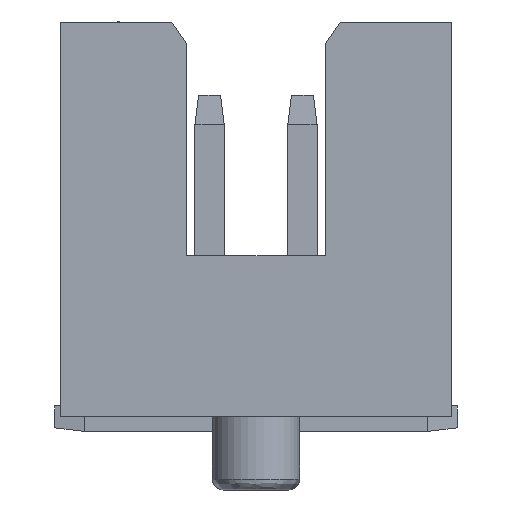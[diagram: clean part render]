
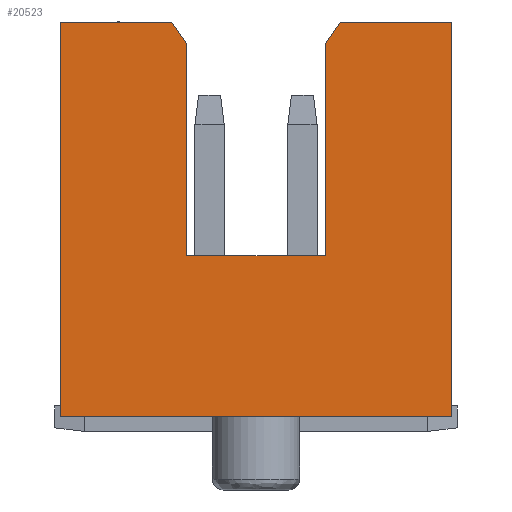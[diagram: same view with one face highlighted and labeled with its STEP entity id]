
A CAD part, left-side view. The second image highlights one B-rep face of the part: STEP entity #20523.
In plain terms, the highlighted planar face has unit normal (-1, 0, 0).
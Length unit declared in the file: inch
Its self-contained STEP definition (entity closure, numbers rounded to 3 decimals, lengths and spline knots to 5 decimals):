
#3152 = CARTESIAN_POINT ( 'NONE',  ( 7.0233, 2.4231, 0.21811 ) ) ;
#3157 = CARTESIAN_POINT ( 'NONE',  ( 7.0233, 2.36306, 0.21811 ) ) ;
#3177 = CARTESIAN_POINT ( 'NONE',  ( 7.0233, 2.43097, 0.09213 ) ) ;
#3178 = DIRECTION ( 'NONE',  ( 0., -0.555, -0.832 ) ) ;
#3179 = VECTOR ( 'NONE', #3178, 39.37008 ) ;
#3180 = CARTESIAN_POINT ( 'NONE',  ( 7.0233, 2.51365, 0.21811 ) ) ;
#3188 = LINE ( 'NONE', #3180, #3179 ) ;
#3204 = DIRECTION ( 'NONE',  ( 0., -1., 0. ) ) ;
#3205 = VECTOR ( 'NONE', #3204, 39.37008 ) ;
#3206 = CARTESIAN_POINT ( 'NONE',  ( 7.0233, 2.57369, 0.21811 ) ) ;
#3208 = LINE ( 'NONE', #3206, #3205 ) ;
#3229 = LINE ( 'NONE', #3282, #3281 ) ;
#3255 = DIRECTION ( 'NONE',  ( 0., -0.555, 0.832 ) ) ;
#3258 = CARTESIAN_POINT ( 'NONE',  ( 7.0233, 2.50578, 0.2063 ) ) ;
#3259 = CARTESIAN_POINT ( 'NONE',  ( 7.0233, 2.50578, 0.09213 ) ) ;
#3260 = DIRECTION ( 'NONE',  ( 0., 0., -1. ) ) ;
#3261 = VECTOR ( 'NONE', #3260, 39.37008 ) ;
#3262 = CARTESIAN_POINT ( 'NONE',  ( 7.0233, 2.50578, 0.11181 ) ) ;
#3263 = VECTOR ( 'NONE', #3255, 39.37008 ) ;
#3264 = LINE ( 'NONE', #3262, #3261 ) ;
#3270 = CARTESIAN_POINT ( 'NONE',  ( 7.0233, 2.43097, 0.2063 ) ) ;
#3272 = DIRECTION ( 'NONE',  ( 0., -1., 0. ) ) ;
#3273 = VECTOR ( 'NONE', #3272, 39.37008 ) ;
#3274 = CARTESIAN_POINT ( 'NONE',  ( 7.0233, 2.46837, 0.09213 ) ) ;
#3275 = LINE ( 'NONE', #3274, #3273 ) ;
#3276 = LINE ( 'NONE', #3270, #3263 ) ;
#3280 = DIRECTION ( 'NONE',  ( 0., 0., 1. ) ) ;
#3281 = VECTOR ( 'NONE', #3280, 39.37008 ) ;
#3282 = CARTESIAN_POINT ( 'NONE',  ( 7.0233, 2.43097, 0.11181 ) ) ;
#3283 = CARTESIAN_POINT ( 'NONE',  ( 7.0233, 2.43097, 0.2063 ) ) ;
#3307 = CARTESIAN_POINT ( 'NONE',  ( 7.0233, 2.51365, 0.21811 ) ) ;
#4102 = CARTESIAN_POINT ( 'NONE',  ( 7.0233, 2.57369, 0.00551 ) ) ;
#4236 = CARTESIAN_POINT ( 'NONE',  ( 7.0233, 2.36306, 0.00551 ) ) ;
#4264 = DIRECTION ( 'NONE',  ( 0., 0., -1. ) ) ;
#4265 = VECTOR ( 'NONE', #4264, 39.37008 ) ;
#4266 = CARTESIAN_POINT ( 'NONE',  ( 7.0233, 2.36306, 0.11181 ) ) ;
#4267 = LINE ( 'NONE', #4266, #4265 ) ;
#4276 = DIRECTION ( 'NONE',  ( 0., 1., 0. ) ) ;
#4277 = VECTOR ( 'NONE', #4276, 39.37008 ) ;
#4278 = CARTESIAN_POINT ( 'NONE',  ( 7.0233, 2.36306, 0.00551 ) ) ;
#4279 = LINE ( 'NONE', #4278, #4277 ) ;
#4289 = CARTESIAN_POINT ( 'NONE',  ( 7.0233, 2.57369, 0.21811 ) ) ;
#4292 = FACE_OUTER_BOUND ( 'NONE', #20478, .T. ) ;
#4322 = DIRECTION ( 'NONE',  ( 0., 1., 0. ) ) ;
#4323 = DIRECTION ( 'NONE',  ( 1., 0., 0. ) ) ;
#4324 = CARTESIAN_POINT ( 'NONE',  ( 7.0233, 2.46837, 0.11181 ) ) ;
#4329 = DIRECTION ( 'NONE',  ( 0., -1., 0. ) ) ;
#4330 = VECTOR ( 'NONE', #4329, 39.37008 ) ;
#4331 = CARTESIAN_POINT ( 'NONE',  ( 7.0233, 2.46837, 0.21811 ) ) ;
#4332 = PLANE ( 'NONE',  #4333 ) ;
#4333 = AXIS2_PLACEMENT_3D ( 'NONE', #4324, #4323, #4322 ) ;
#4334 = LINE ( 'NONE', #4331, #4330 ) ;
#4338 = DIRECTION ( 'NONE',  ( 0., 0., -1. ) ) ;
#4339 = VECTOR ( 'NONE', #4338, 39.37008 ) ;
#4340 = CARTESIAN_POINT ( 'NONE',  ( 7.0233, 2.57369, 0.00551 ) ) ;
#4346 = LINE ( 'NONE', #4340, #4339 ) ;
#19674 = VERTEX_POINT ( 'NONE', #3157 ) ;
#19676 = VERTEX_POINT ( 'NONE', #3152 ) ;
#19698 = EDGE_CURVE ( 'NONE', #19765, #19760, #3188, .T. ) ;
#19701 = VERTEX_POINT ( 'NONE', #3177 ) ;
#19716 = EDGE_CURVE ( 'NONE', #19676, #19674, #3208, .T. ) ;
#19742 = EDGE_CURVE ( 'NONE', #19701, #19744, #3229, .T. ) ;
#19744 = VERTEX_POINT ( 'NONE', #3283 ) ;
#19748 = EDGE_CURVE ( 'NONE', #19759, #19701, #3275, .T. ) ;
#19753 = EDGE_CURVE ( 'NONE', #19760, #19759, #3264, .T. ) ;
#19757 = EDGE_CURVE ( 'NONE', #19744, #19676, #3276, .T. ) ;
#19759 = VERTEX_POINT ( 'NONE', #3259 ) ;
#19760 = VERTEX_POINT ( 'NONE', #3258 ) ;
#19765 = VERTEX_POINT ( 'NONE', #3307 ) ;
#20343 = VERTEX_POINT ( 'NONE', #4102 ) ;
#20448 = EDGE_CURVE ( 'NONE', #20460, #20343, #4279, .T. ) ;
#20460 = VERTEX_POINT ( 'NONE', #4236 ) ;
#20465 = EDGE_CURVE ( 'NONE', #19674, #20460, #4267, .T. ) ;
#20468 = VERTEX_POINT ( 'NONE', #4289 ) ;
#20478 = EDGE_LOOP ( 'NONE', ( #20516, #20520, #20506, #20505, #20507, #20504, #20510, #20511, #20508, #20512 ) ) ;
#20504 = ORIENTED_EDGE ( 'NONE', *, *, #19698, .F. ) ;
#20505 = ORIENTED_EDGE ( 'NONE', *, *, #19748, .F. ) ;
#20506 = ORIENTED_EDGE ( 'NONE', *, *, #19742, .F. ) ;
#20507 = ORIENTED_EDGE ( 'NONE', *, *, #19753, .F. ) ;
#20508 = ORIENTED_EDGE ( 'NONE', *, *, #20448, .F. ) ;
#20509 = EDGE_CURVE ( 'NONE', #20468, #20343, #4346, .T. ) ;
#20510 = ORIENTED_EDGE ( 'NONE', *, *, #20518, .F. ) ;
#20511 = ORIENTED_EDGE ( 'NONE', *, *, #20509, .T. ) ;
#20512 = ORIENTED_EDGE ( 'NONE', *, *, #20465, .F. ) ;
#20516 = ORIENTED_EDGE ( 'NONE', *, *, #19716, .F. ) ;
#20518 = EDGE_CURVE ( 'NONE', #20468, #19765, #4334, .T. ) ;
#20520 = ORIENTED_EDGE ( 'NONE', *, *, #19757, .F. ) ;
#20523 = ADVANCED_FACE ( 'NONE', ( #4292 ), #4332, .F. ) ;
